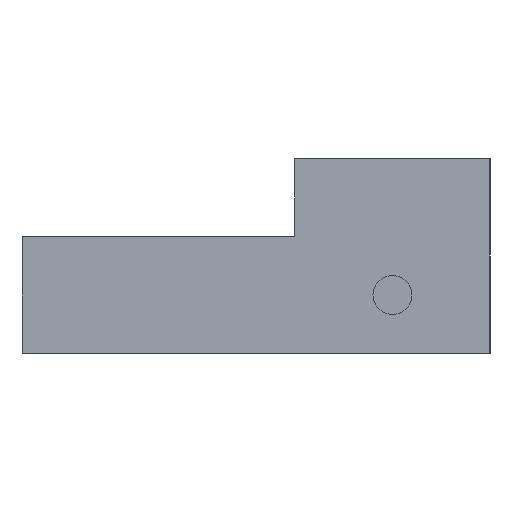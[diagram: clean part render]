
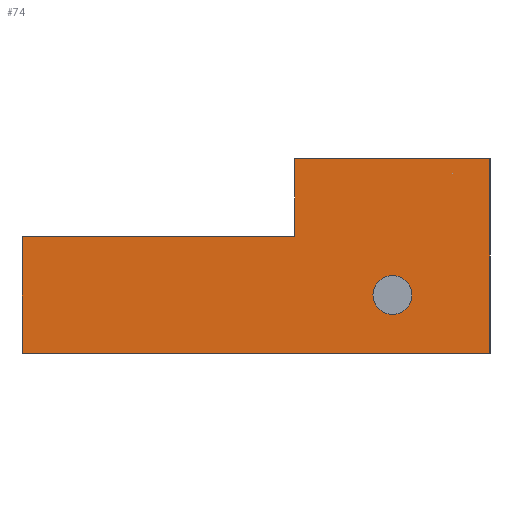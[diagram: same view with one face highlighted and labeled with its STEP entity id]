
A CAD part, left-side view. The second image highlights one B-rep face of the part: STEP entity #74.
In plain terms, the highlighted face is planar.
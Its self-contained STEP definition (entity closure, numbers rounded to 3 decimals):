
#17 = CARTESIAN_POINT ( 'NONE',  ( 9., -6., 1.5 ) ) ;
#28 = VERTEX_POINT ( 'NONE', #197 ) ;
#38 = CARTESIAN_POINT ( 'NONE',  ( 9., -6., 1.5 ) ) ;
#41 = CARTESIAN_POINT ( 'NONE',  ( 9., -6., -1.5 ) ) ;
#44 = LINE ( 'NONE', #794, #378 ) ;
#72 = FACE_OUTER_BOUND ( 'NONE', #600, .T. ) ;
#74 = ADVANCED_FACE ( 'NONE', ( #72 ), #118, .F. ) ;
#105 = VERTEX_POINT ( 'NONE', #573 ) ;
#107 = LINE ( 'NONE', #564, #343 ) ;
#118 = PLANE ( 'NONE',  #699 ) ;
#129 = CARTESIAN_POINT ( 'NONE',  ( 9., 6., 3.5 ) ) ;
#134 = ORIENTED_EDGE ( 'NONE', *, *, #460, .T. ) ;
#140 = DIRECTION ( 'NONE',  ( 0., 1., 0. ) ) ;
#175 = LINE ( 'NONE', #17, #710 ) ;
#189 = VECTOR ( 'NONE', #711, 1000. ) ;
#197 = CARTESIAN_POINT ( 'NONE',  ( 9., 1., 3.5 ) ) ;
#213 = DIRECTION ( 'NONE',  ( 0., 0., 1. ) ) ;
#244 = DIRECTION ( 'NONE',  ( 0., 0., -1. ) ) ;
#257 = CARTESIAN_POINT ( 'NONE',  ( 9., 6., 1.5 ) ) ;
#271 = VERTEX_POINT ( 'NONE', #41 ) ;
#297 = EDGE_CURVE ( 'NONE', #28, #105, #107, .T. ) ;
#304 = CARTESIAN_POINT ( 'NONE',  ( 9., 6., -1.5 ) ) ;
#335 = CARTESIAN_POINT ( 'NONE',  ( 9., -6., -1.5 ) ) ;
#343 = VECTOR ( 'NONE', #492, 1000. ) ;
#378 = VECTOR ( 'NONE', #140, 1000. ) ;
#379 = EDGE_CURVE ( 'NONE', #28, #702, #620, .T. ) ;
#420 = VECTOR ( 'NONE', #571, 1000. ) ;
#429 = ORIENTED_EDGE ( 'NONE', *, *, #297, .T. ) ;
#443 = VERTEX_POINT ( 'NONE', #304 ) ;
#460 = EDGE_CURVE ( 'NONE', #673, #271, #175, .T. ) ;
#488 = CARTESIAN_POINT ( 'NONE',  ( 9., 6., 3.5 ) ) ;
#492 = DIRECTION ( 'NONE',  ( 0., 0., -1. ) ) ;
#510 = LINE ( 'NONE', #335, #791 ) ;
#564 = CARTESIAN_POINT ( 'NONE',  ( 9., 1., 3.5 ) ) ;
#571 = DIRECTION ( 'NONE',  ( 0., 1., 0. ) ) ;
#573 = CARTESIAN_POINT ( 'NONE',  ( 9., 1., 1.5 ) ) ;
#578 = CARTESIAN_POINT ( 'NONE',  ( 9., -6., 1.5 ) ) ;
#581 = DIRECTION ( 'NONE',  ( -1., 0., 0. ) ) ;
#600 = EDGE_LOOP ( 'NONE', ( #885, #652, #680, #429, #893, #134 ) ) ;
#620 = LINE ( 'NONE', #129, #420 ) ;
#652 = ORIENTED_EDGE ( 'NONE', *, *, #655, .F. ) ;
#655 = EDGE_CURVE ( 'NONE', #702, #443, #681, .T. ) ;
#673 = VERTEX_POINT ( 'NONE', #38 ) ;
#680 = ORIENTED_EDGE ( 'NONE', *, *, #379, .F. ) ;
#681 = LINE ( 'NONE', #257, #189 ) ;
#699 = AXIS2_PLACEMENT_3D ( 'NONE', #578, #581, #213 ) ;
#702 = VERTEX_POINT ( 'NONE', #488 ) ;
#710 = VECTOR ( 'NONE', #244, 1000. ) ;
#711 = DIRECTION ( 'NONE',  ( 0., 0., -1. ) ) ;
#791 = VECTOR ( 'NONE', #855, 1000. ) ;
#794 = CARTESIAN_POINT ( 'NONE',  ( 9., -6., 1.5 ) ) ;
#803 = EDGE_CURVE ( 'NONE', #271, #443, #510, .T. ) ;
#855 = DIRECTION ( 'NONE',  ( 0., 1., 0. ) ) ;
#885 = ORIENTED_EDGE ( 'NONE', *, *, #803, .T. ) ;
#893 = ORIENTED_EDGE ( 'NONE', *, *, #917, .F. ) ;
#917 = EDGE_CURVE ( 'NONE', #673, #105, #44, .T. ) ;
